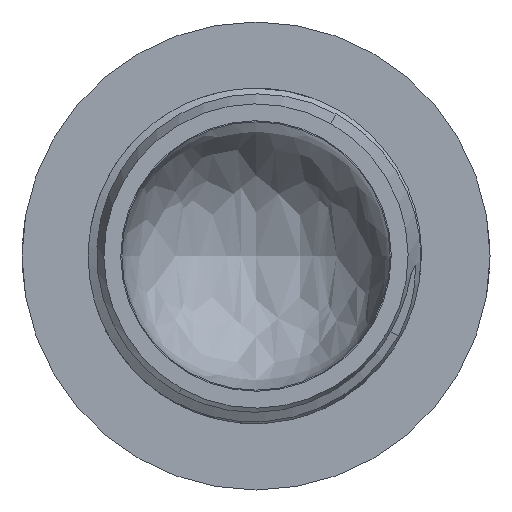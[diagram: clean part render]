
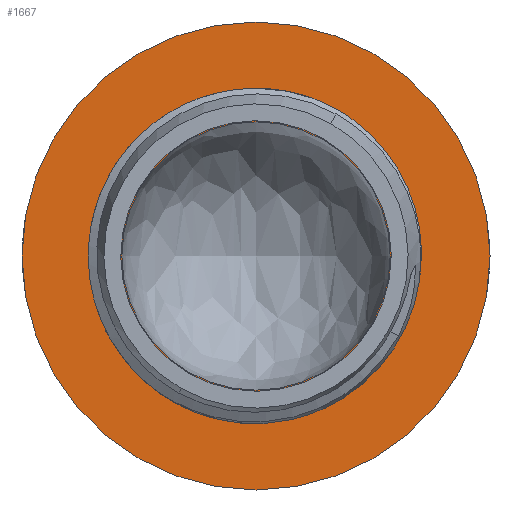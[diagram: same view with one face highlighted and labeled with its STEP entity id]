
A CAD part, front view. The second image highlights one B-rep face of the part: STEP entity #1667.
In plain terms, the highlighted planar face has unit normal (0, -1, 0).
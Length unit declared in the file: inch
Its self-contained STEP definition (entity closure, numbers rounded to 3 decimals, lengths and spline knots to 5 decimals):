
#16 = CIRCLE ( 'NONE', #1163, 0.125 ) ;
#95 = ORIENTED_EDGE ( 'NONE', *, *, #1585, .F. ) ;
#118 = CARTESIAN_POINT ( 'NONE',  ( 0., 0., -0.218 ) ) ;
#179 = ORIENTED_EDGE ( 'NONE', *, *, #1761, .T. ) ;
#358 = FACE_OUTER_BOUND ( 'NONE', #1731, .T. ) ;
#388 = CIRCLE ( 'NONE', #801, 0.125 ) ;
#401 = EDGE_LOOP ( 'NONE', ( #1116, #179 ) ) ;
#456 = DIRECTION ( 'NONE',  ( 0., 0., 1. ) ) ;
#468 = DIRECTION ( 'NONE',  ( 0., 1., 0. ) ) ;
#517 = CARTESIAN_POINT ( 'NONE',  ( 0., 0., 0. ) ) ;
#631 = DIRECTION ( 'NONE',  ( 0., 0., 1. ) ) ;
#643 = DIRECTION ( 'NONE',  ( 0., 0., -1. ) ) ;
#659 = CARTESIAN_POINT ( 'NONE',  ( -0.218, 0., 0. ) ) ;
#668 = DIRECTION ( 'NONE',  ( 0., -1., 0. ) ) ;
#697 = VERTEX_POINT ( 'NONE', #118 ) ;
#703 = AXIS2_PLACEMENT_3D ( 'NONE', #659, #668, #643 ) ;
#801 = AXIS2_PLACEMENT_3D ( 'NONE', #517, #468, #456 ) ;
#907 = CIRCLE ( 'NONE', #2324, 0.218 ) ;
#931 = CARTESIAN_POINT ( 'NONE',  ( 0., 0., 0. ) ) ;
#991 = EDGE_CURVE ( 'NONE', #697, #1135, #907, .T. ) ;
#1051 = AXIS2_PLACEMENT_3D ( 'NONE', #1772, #1754, #1678 ) ;
#1116 = ORIENTED_EDGE ( 'NONE', *, *, #2011, .T. ) ;
#1135 = VERTEX_POINT ( 'NONE', #1870 ) ;
#1163 = AXIS2_PLACEMENT_3D ( 'NONE', #931, #1843, #2026 ) ;
#1276 = CARTESIAN_POINT ( 'NONE',  ( 0., 0., 0. ) ) ;
#1355 = CIRCLE ( 'NONE', #1051, 0.218 ) ;
#1378 = PLANE ( 'NONE',  #703 ) ;
#1438 = CARTESIAN_POINT ( 'NONE',  ( 0., 0., 0.125 ) ) ;
#1475 = CARTESIAN_POINT ( 'NONE',  ( 0., 0., -0.125 ) ) ;
#1585 = EDGE_CURVE ( 'NONE', #1135, #697, #1355, .T. ) ;
#1623 = VERTEX_POINT ( 'NONE', #1438 ) ;
#1667 = ADVANCED_FACE ( 'NONE', ( #358, #2329 ), #1378, .T. ) ;
#1678 = DIRECTION ( 'NONE',  ( 0., 0., 1. ) ) ;
#1731 = EDGE_LOOP ( 'NONE', ( #95, #2320 ) ) ;
#1754 = DIRECTION ( 'NONE',  ( 0., 1., 0. ) ) ;
#1761 = EDGE_CURVE ( 'NONE', #2384, #1623, #388, .T. ) ;
#1772 = CARTESIAN_POINT ( 'NONE',  ( 0., 0., 0. ) ) ;
#1843 = DIRECTION ( 'NONE',  ( 0., 1., 0. ) ) ;
#1870 = CARTESIAN_POINT ( 'NONE',  ( 0., 0., 0.218 ) ) ;
#2011 = EDGE_CURVE ( 'NONE', #1623, #2384, #16, .T. ) ;
#2021 = DIRECTION ( 'NONE',  ( 0., 1., 0. ) ) ;
#2026 = DIRECTION ( 'NONE',  ( 0., 0., 1. ) ) ;
#2320 = ORIENTED_EDGE ( 'NONE', *, *, #991, .F. ) ;
#2324 = AXIS2_PLACEMENT_3D ( 'NONE', #1276, #2021, #631 ) ;
#2329 = FACE_BOUND ( 'NONE', #401, .T. ) ;
#2384 = VERTEX_POINT ( 'NONE', #1475 ) ;
